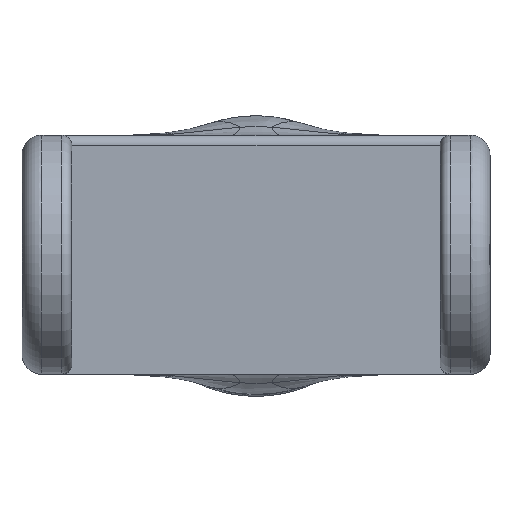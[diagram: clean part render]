
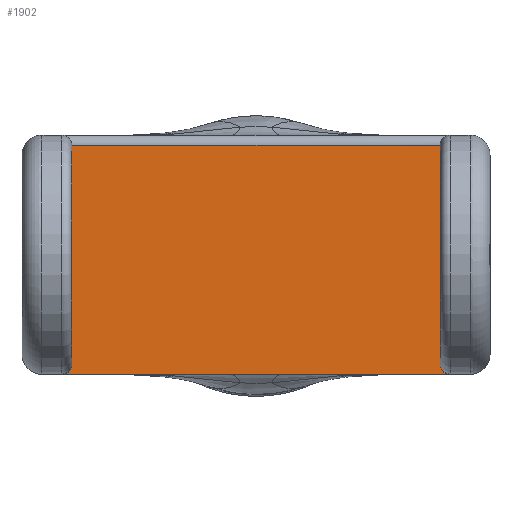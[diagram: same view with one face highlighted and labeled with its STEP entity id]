
A CAD part, top view. The second image highlights one B-rep face of the part: STEP entity #1902.
In plain terms, the highlighted planar face has unit normal (0, 0, 1).
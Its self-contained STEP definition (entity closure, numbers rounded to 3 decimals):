
#146=LINE('',#2914,#212);
#151=LINE('',#2940,#217);
#152=LINE('',#2941,#218);
#153=LINE('',#2942,#219);
#212=VECTOR('',#2346,10.);
#217=VECTOR('',#2377,10.);
#218=VECTOR('',#2378,10.);
#219=VECTOR('',#2379,10.);
#358=FACE_OUTER_BOUND('',#488,.T.);
#488=EDGE_LOOP('',(#1301,#1302,#1303,#1304,#1305,#1306));
#632=CIRCLE('',#2059,1.);
#636=CIRCLE('',#2065,1.);
#787=VERTEX_POINT('',#2895);
#794=VERTEX_POINT('',#2909);
#797=VERTEX_POINT('',#2922);
#798=VERTEX_POINT('',#2923);
#801=VERTEX_POINT('',#2934);
#802=VERTEX_POINT('',#2935);
#980=EDGE_CURVE('',#794,#787,#146,.T.);
#984=EDGE_CURVE('',#797,#798,#632,.F.);
#990=EDGE_CURVE('',#801,#802,#636,.F.);
#993=EDGE_CURVE('',#798,#794,#151,.T.);
#994=EDGE_CURVE('',#802,#797,#152,.T.);
#995=EDGE_CURVE('',#787,#801,#153,.T.);
#1301=ORIENTED_EDGE('',*,*,#980,.F.);
#1302=ORIENTED_EDGE('',*,*,#993,.F.);
#1303=ORIENTED_EDGE('',*,*,#984,.F.);
#1304=ORIENTED_EDGE('',*,*,#994,.F.);
#1305=ORIENTED_EDGE('',*,*,#990,.F.);
#1306=ORIENTED_EDGE('',*,*,#995,.F.);
#1869=PLANE('',#2066);
#1902=ADVANCED_FACE('',(#358),#1869,.F.);
#2059=AXIS2_PLACEMENT_3D('',#2924,#2357,#2358);
#2065=AXIS2_PLACEMENT_3D('',#2936,#2371,#2372);
#2066=AXIS2_PLACEMENT_3D('',#2939,#2375,#2376);
#2346=DIRECTION('',(1.,0.,0.));
#2357=DIRECTION('center_axis',(0.,0.,-1.));
#2358=DIRECTION('ref_axis',(0.707,-0.707,0.));
#2371=DIRECTION('center_axis',(0.,0.,-1.));
#2372=DIRECTION('ref_axis',(-0.707,-0.707,0.));
#2375=DIRECTION('center_axis',(0.,0.,-1.));
#2376=DIRECTION('ref_axis',(-1.,0.,0.));
#2377=DIRECTION('',(0.,1.,0.));
#2378=DIRECTION('',(-1.,0.,0.));
#2379=DIRECTION('',(0.,-1.,0.));
#2895=CARTESIAN_POINT('',(47.,25.,-18.));
#2909=CARTESIAN_POINT('',(10.,25.,-18.));
#2914=CARTESIAN_POINT('',(19.25,25.,-18.));
#2922=CARTESIAN_POINT('',(9.,2.,-18.));
#2923=CARTESIAN_POINT('',(10.,3.,-18.));
#2924=CARTESIAN_POINT('Origin',(9.,3.,-18.));
#2934=CARTESIAN_POINT('',(47.,3.,-18.));
#2935=CARTESIAN_POINT('',(48.,2.,-18.));
#2936=CARTESIAN_POINT('Origin',(48.,3.,-18.));
#2939=CARTESIAN_POINT('Origin',(10.,4.,-18.));
#2940=CARTESIAN_POINT('',(10.,4.,-18.));
#2941=CARTESIAN_POINT('',(19.25,2.,-18.));
#2942=CARTESIAN_POINT('',(47.,4.,-18.));
